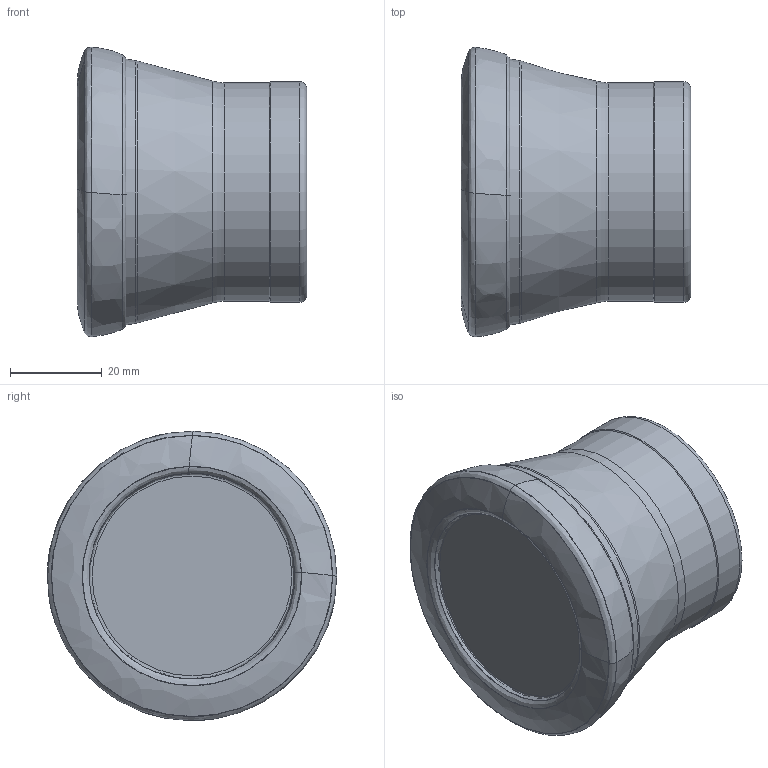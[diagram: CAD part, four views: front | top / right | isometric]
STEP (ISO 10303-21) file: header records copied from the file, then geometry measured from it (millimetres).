
FILE_DESCRIPTION(/* description */ (''),/* implementation_level */ '2;1');
FILE_NAME(/* name */ 'AHFM-SP1004-D063-A22-Z06-H.stp',/* time_stamp */ '2023-10-12T19:26:13+03:00',/* author */ (''),/* organization */ (''),/* preprocessor_version */ 'ST-DEVELOPER v19.4',/* originating_system */ 'SIEMENS PLM Software NX2306.5001',/* authorisation */ '');
FILE_SCHEMA (('AUTOMOTIVE_DESIGN { 1 0 10303 214 3 1 1 1 }'));
Length unit declared in the file: millimetre
Products named in the file (1): AHFM-SP1004-D063-A22-Z06-H-LIGHT_x_t_objects
Bounding box: 49.99 x 63.01 x 63.01 mm (x, y, z)
Volume: 119041.8 mm3; surface area: 18297.5 mm2
Topology: 2 solids, 2 shells, 48 faces, 93 edges, 47 vertices
Faces by surface type: bspline 32, torus 6, revolution 3, cone 3, plane 2, cylinder 2
Full cylindrical faces by diameter (mm): 47.6 x1, 48 x1
Entity records: 2640 total; most frequent: CARTESIAN_POINT 1851, ORIENTED_EDGE 158, DIRECTION 125, EDGE_CURVE 79, EDGE_LOOP 62, AXIS2_PLACEMENT_3D 61, ADVANCED_FACE 48, CIRCLE 47
